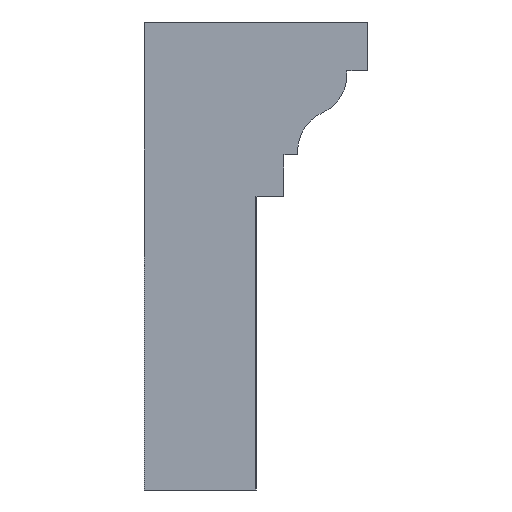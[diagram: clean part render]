
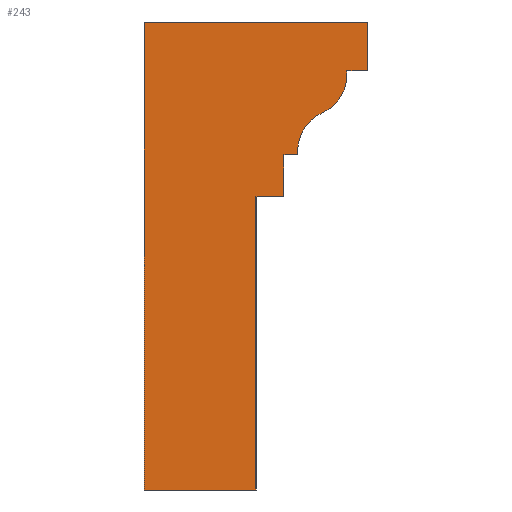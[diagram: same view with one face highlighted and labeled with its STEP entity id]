
A CAD part, left-side view. The second image highlights one B-rep face of the part: STEP entity #243.
In plain terms, the highlighted planar face has unit normal (-1, 0, 0).
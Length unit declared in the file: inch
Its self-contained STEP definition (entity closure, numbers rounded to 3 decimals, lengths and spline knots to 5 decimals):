
#23=FACE_OUTER_BOUND('',#36,.T.);
#36=EDGE_LOOP('',(#191,#192,#193,#194,#195,#196,#197,#198,#199,#200,#201));
#45=CIRCLE('',#270,0.75);
#46=CIRCLE('',#273,0.75);
#57=LINE('',#374,#86);
#60=LINE('',#379,#89);
#63=LINE('',#388,#92);
#65=LINE('',#395,#94);
#66=LINE('',#397,#95);
#67=LINE('',#399,#96);
#68=LINE('',#401,#97);
#69=LINE('',#402,#98);
#70=LINE('',#403,#99);
#86=VECTOR('',#301,0.3937);
#89=VECTOR('',#306,0.3937);
#92=VECTOR('',#315,0.3937);
#94=VECTOR('',#323,0.3937);
#95=VECTOR('',#324,0.3937);
#96=VECTOR('',#325,0.3937);
#97=VECTOR('',#326,0.3937);
#98=VECTOR('',#327,0.3937);
#99=VECTOR('',#328,0.3937);
#116=VERTEX_POINT('',#371);
#117=VERTEX_POINT('',#373);
#118=VERTEX_POINT('',#377);
#119=VERTEX_POINT('',#381);
#120=VERTEX_POINT('',#385);
#121=VERTEX_POINT('',#387);
#122=VERTEX_POINT('',#393);
#123=VERTEX_POINT('',#394);
#124=VERTEX_POINT('',#396);
#125=VERTEX_POINT('',#398);
#126=VERTEX_POINT('',#400);
#139=EDGE_CURVE('',#116,#117,#57,.T.);
#142=EDGE_CURVE('',#118,#116,#60,.T.);
#144=EDGE_CURVE('',#119,#118,#45,.T.);
#146=EDGE_CURVE('',#120,#121,#63,.T.);
#148=EDGE_CURVE('',#121,#119,#46,.T.);
#149=EDGE_CURVE('',#122,#123,#65,.T.);
#150=EDGE_CURVE('',#124,#122,#66,.T.);
#151=EDGE_CURVE('',#125,#124,#67,.T.);
#152=EDGE_CURVE('',#126,#125,#68,.T.);
#153=EDGE_CURVE('',#117,#126,#69,.T.);
#154=EDGE_CURVE('',#123,#120,#70,.T.);
#191=ORIENTED_EDGE('',*,*,#149,.F.);
#192=ORIENTED_EDGE('',*,*,#150,.F.);
#193=ORIENTED_EDGE('',*,*,#151,.F.);
#194=ORIENTED_EDGE('',*,*,#152,.F.);
#195=ORIENTED_EDGE('',*,*,#153,.F.);
#196=ORIENTED_EDGE('',*,*,#139,.F.);
#197=ORIENTED_EDGE('',*,*,#142,.F.);
#198=ORIENTED_EDGE('',*,*,#144,.F.);
#199=ORIENTED_EDGE('',*,*,#148,.F.);
#200=ORIENTED_EDGE('',*,*,#146,.F.);
#201=ORIENTED_EDGE('',*,*,#154,.F.);
#230=PLANE('',#274);
#243=ADVANCED_FACE('',(#23),#230,.T.);
#270=AXIS2_PLACEMENT_3D('',#383,#310,#311);
#273=AXIS2_PLACEMENT_3D('',#391,#319,#320);
#274=AXIS2_PLACEMENT_3D('',#392,#321,#322);
#301=DIRECTION('',(0.,0.,-1.));
#306=DIRECTION('',(0.,1.,0.));
#310=DIRECTION('center_axis',(-1.,0.,0.));
#311=DIRECTION('ref_axis',(0.,0.996,-0.089));
#315=DIRECTION('',(0.,1.,0.));
#319=DIRECTION('center_axis',(1.,0.,0.));
#320=DIRECTION('ref_axis',(0.,-0.996,0.089));
#321=DIRECTION('center_axis',(-1.,0.,0.));
#322=DIRECTION('ref_axis',(0.,0.,1.));
#323=DIRECTION('',(0.,-1.,0.));
#324=DIRECTION('',(0.,0.,1.));
#325=DIRECTION('',(0.,1.,0.));
#326=DIRECTION('',(0.,0.,-1.));
#327=DIRECTION('',(0.,1.,0.));
#328=DIRECTION('',(0.,0.,-1.));
#371=CARTESIAN_POINT('',(-71.,-2.5,45.75));
#373=CARTESIAN_POINT('',(-71.,-2.5,45.));
#374=CARTESIAN_POINT('',(-71.,-2.5,44.46875));
#377=CARTESIAN_POINT('',(-71.,-2.75,45.75));
#379=CARTESIAN_POINT('',(-71.,-2.25,45.75));
#381=CARTESIAN_POINT('',(-71.,-3.1875,46.5));
#383=CARTESIAN_POINT('Origin',(-71.,-3.49702,45.81685));
#385=CARTESIAN_POINT('',(-71.,-4.,47.25));
#387=CARTESIAN_POINT('',(-71.,-3.625,47.25));
#388=CARTESIAN_POINT('',(-71.,-2.8125,47.25));
#391=CARTESIAN_POINT('Origin',(-71.,-2.87798,47.18315));
#392=CARTESIAN_POINT('Origin',(-71.,-2.,43.9375));
#393=CARTESIAN_POINT('',(-71.,0.,48.125));
#394=CARTESIAN_POINT('',(-71.,-4.,48.125));
#395=CARTESIAN_POINT('',(-71.,-3.,48.125));
#396=CARTESIAN_POINT('',(-71.,0.,39.75));
#397=CARTESIAN_POINT('',(-71.,0.,46.03125));
#398=CARTESIAN_POINT('',(-71.,-2.,39.75));
#399=CARTESIAN_POINT('',(-71.,-1.,39.75));
#400=CARTESIAN_POINT('',(-71.,-2.,45.));
#401=CARTESIAN_POINT('',(-71.,-2.,41.84375));
#402=CARTESIAN_POINT('',(-71.,-2.,45.));
#403=CARTESIAN_POINT('',(-71.,-4.,45.59375));
